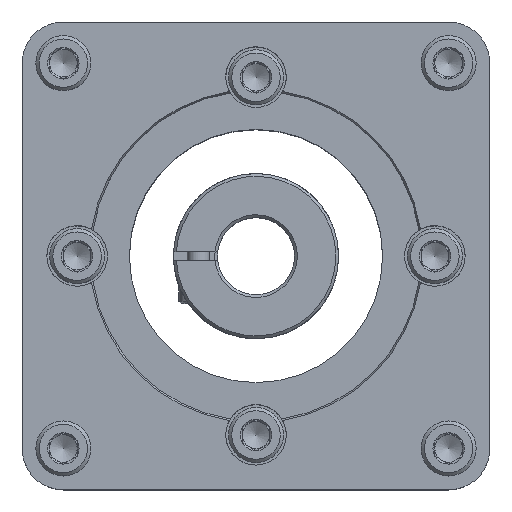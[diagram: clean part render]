
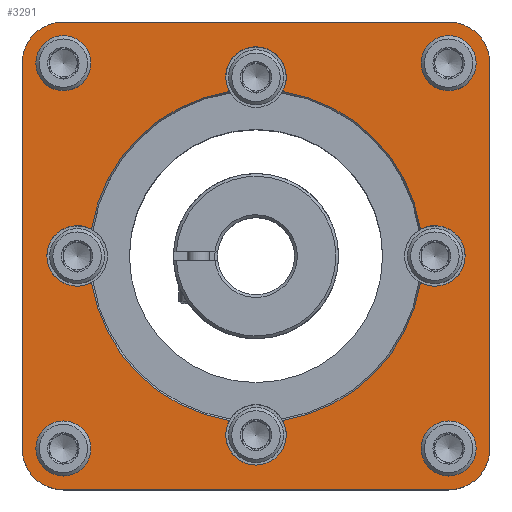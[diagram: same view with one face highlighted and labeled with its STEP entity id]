
A CAD part, top view. The second image highlights one B-rep face of the part: STEP entity #3291.
In plain terms, the highlighted planar face has unit normal (0, 0, 1).
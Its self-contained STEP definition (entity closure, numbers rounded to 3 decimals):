
#98=PLANE('',#3603);
#188=LINE('',#5225,#378);
#193=LINE('',#5240,#383);
#197=LINE('',#5252,#387);
#201=LINE('',#5264,#391);
#378=VECTOR('',#4104,1000.);
#383=VECTOR('',#4117,1000.);
#387=VECTOR('',#4129,1000.);
#391=VECTOR('',#4141,1000.);
#796=ORIENTED_EDGE('',*,*,#1696,.T.);
#797=ORIENTED_EDGE('',*,*,#1697,.T.);
#798=ORIENTED_EDGE('',*,*,#1698,.T.);
#799=ORIENTED_EDGE('',*,*,#1699,.T.);
#800=ORIENTED_EDGE('',*,*,#1621,.T.);
#801=ORIENTED_EDGE('',*,*,#1700,.T.);
#802=ORIENTED_EDGE('',*,*,#1615,.T.);
#803=ORIENTED_EDGE('',*,*,#1701,.T.);
#804=ORIENTED_EDGE('',*,*,#1629,.T.);
#805=ORIENTED_EDGE('',*,*,#1702,.T.);
#806=ORIENTED_EDGE('',*,*,#1625,.T.);
#807=ORIENTED_EDGE('',*,*,#1703,.T.);
#808=ORIENTED_EDGE('',*,*,#1672,.T.);
#809=ORIENTED_EDGE('',*,*,#1676,.T.);
#810=ORIENTED_EDGE('',*,*,#1679,.T.);
#811=ORIENTED_EDGE('',*,*,#1682,.T.);
#812=ORIENTED_EDGE('',*,*,#1685,.T.);
#813=ORIENTED_EDGE('',*,*,#1688,.T.);
#814=ORIENTED_EDGE('',*,*,#1691,.T.);
#815=ORIENTED_EDGE('',*,*,#1694,.T.);
#1615=EDGE_CURVE('',#2087,#2088,#2422,.T.);
#1621=EDGE_CURVE('',#2094,#2093,#2425,.T.);
#1625=EDGE_CURVE('',#2098,#2097,#2427,.T.);
#1629=EDGE_CURVE('',#2102,#2101,#2429,.T.);
#1672=EDGE_CURVE('',#2132,#2133,#188,.T.);
#1676=EDGE_CURVE('',#2133,#2136,#2447,.T.);
#1679=EDGE_CURVE('',#2136,#2138,#193,.T.);
#1682=EDGE_CURVE('',#2138,#2140,#2449,.T.);
#1685=EDGE_CURVE('',#2140,#2142,#197,.T.);
#1688=EDGE_CURVE('',#2142,#2144,#2451,.T.);
#1691=EDGE_CURVE('',#2144,#2146,#201,.T.);
#1694=EDGE_CURVE('',#2146,#2132,#2453,.T.);
#1696=EDGE_CURVE('',#2148,#2148,#2455,.T.);
#1697=EDGE_CURVE('',#2149,#2149,#2456,.T.);
#1698=EDGE_CURVE('',#2150,#2150,#2457,.T.);
#1699=EDGE_CURVE('',#2151,#2151,#2458,.T.);
#1700=EDGE_CURVE('',#2093,#2087,#2459,.T.);
#1701=EDGE_CURVE('',#2088,#2102,#2460,.T.);
#1702=EDGE_CURVE('',#2101,#2098,#2461,.T.);
#1703=EDGE_CURVE('',#2097,#2094,#2462,.T.);
#2087=VERTEX_POINT('',#5083);
#2088=VERTEX_POINT('',#5084);
#2093=VERTEX_POINT('',#5104);
#2094=VERTEX_POINT('',#5106);
#2097=VERTEX_POINT('',#5119);
#2098=VERTEX_POINT('',#5121);
#2101=VERTEX_POINT('',#5134);
#2102=VERTEX_POINT('',#5136);
#2132=VERTEX_POINT('',#5226);
#2133=VERTEX_POINT('',#5227);
#2136=VERTEX_POINT('',#5235);
#2138=VERTEX_POINT('',#5241);
#2140=VERTEX_POINT('',#5247);
#2142=VERTEX_POINT('',#5253);
#2144=VERTEX_POINT('',#5259);
#2146=VERTEX_POINT('',#5265);
#2148=VERTEX_POINT('',#5275);
#2149=VERTEX_POINT('',#5277);
#2150=VERTEX_POINT('',#5279);
#2151=VERTEX_POINT('',#5281);
#2422=CIRCLE('',#3545,30.289);
#2425=CIRCLE('',#3549,30.289);
#2427=CIRCLE('',#3552,30.289);
#2429=CIRCLE('',#3555,30.289);
#2447=CIRCLE('',#3588,7.5);
#2449=CIRCLE('',#3592,7.5);
#2451=CIRCLE('',#3596,7.5);
#2453=CIRCLE('',#3600,7.5);
#2455=CIRCLE('',#3604,3.);
#2456=CIRCLE('',#3605,3.);
#2457=CIRCLE('',#3606,3.);
#2458=CIRCLE('',#3607,3.);
#2459=CIRCLE('',#3608,5.5);
#2460=CIRCLE('',#3609,5.5);
#2461=CIRCLE('',#3610,5.5);
#2462=CIRCLE('',#3611,5.5);
#2682=EDGE_LOOP('',(#796));
#2683=EDGE_LOOP('',(#797));
#2684=EDGE_LOOP('',(#798));
#2685=EDGE_LOOP('',(#799));
#2686=EDGE_LOOP('',(#800,#801,#802,#803,#804,#805,#806,#807));
#2687=EDGE_LOOP('',(#808,#809,#810,#811,#812,#813,#814,#815));
#2958=FACE_BOUND('',#2682,.T.);
#2959=FACE_BOUND('',#2683,.T.);
#2960=FACE_BOUND('',#2684,.T.);
#2961=FACE_BOUND('',#2685,.T.);
#2962=FACE_BOUND('',#2686,.T.);
#2963=FACE_BOUND('',#2687,.T.);
#3291=ADVANCED_FACE('',(#2958,#2959,#2960,#2961,#2962,#2963),#98,.T.);
#3545=AXIS2_PLACEMENT_3D('',#5082,#3996,#3997);
#3549=AXIS2_PLACEMENT_3D('',#5105,#4004,#4005);
#3552=AXIS2_PLACEMENT_3D('',#5120,#4010,#4011);
#3555=AXIS2_PLACEMENT_3D('',#5135,#4016,#4017);
#3588=AXIS2_PLACEMENT_3D('',#5234,#4110,#4111);
#3592=AXIS2_PLACEMENT_3D('',#5246,#4122,#4123);
#3596=AXIS2_PLACEMENT_3D('',#5258,#4134,#4135);
#3600=AXIS2_PLACEMENT_3D('',#5270,#4146,#4147);
#3603=AXIS2_PLACEMENT_3D('',#5273,#4152,#4153);
#3604=AXIS2_PLACEMENT_3D('',#5274,#4154,#4155);
#3605=AXIS2_PLACEMENT_3D('',#5276,#4156,#4157);
#3606=AXIS2_PLACEMENT_3D('',#5278,#4158,#4159);
#3607=AXIS2_PLACEMENT_3D('',#5280,#4160,#4161);
#3608=AXIS2_PLACEMENT_3D('',#5282,#4162,#4163);
#3609=AXIS2_PLACEMENT_3D('',#5283,#4164,#4165);
#3610=AXIS2_PLACEMENT_3D('',#5284,#4166,#4167);
#3611=AXIS2_PLACEMENT_3D('',#5285,#4168,#4169);
#3996=DIRECTION('',(0.,0.,-1.));
#3997=DIRECTION('',(-1.,0.,0.));
#4004=DIRECTION('',(0.,0.,-1.));
#4005=DIRECTION('',(-1.,0.,0.));
#4010=DIRECTION('',(0.,0.,-1.));
#4011=DIRECTION('',(-1.,0.,0.));
#4016=DIRECTION('',(0.,0.,-1.));
#4017=DIRECTION('',(-1.,0.,0.));
#4104=DIRECTION('',(0.,-1.,0.));
#4110=DIRECTION('',(0.,0.,1.));
#4111=DIRECTION('',(1.,0.,0.));
#4117=DIRECTION('',(1.,0.,0.));
#4122=DIRECTION('',(0.,0.,1.));
#4123=DIRECTION('',(1.,0.,0.));
#4129=DIRECTION('',(0.,1.,0.));
#4134=DIRECTION('',(0.,0.,1.));
#4135=DIRECTION('',(1.,0.,0.));
#4141=DIRECTION('',(-1.,0.,0.));
#4146=DIRECTION('',(0.,0.,1.));
#4147=DIRECTION('',(1.,0.,0.));
#4152=DIRECTION('',(0.,0.,1.));
#4153=DIRECTION('',(1.,0.,0.));
#4154=DIRECTION('',(0.,0.,-1.));
#4155=DIRECTION('',(-1.,0.,0.));
#4156=DIRECTION('',(0.,0.,-1.));
#4157=DIRECTION('',(-1.,0.,0.));
#4158=DIRECTION('',(0.,0.,-1.));
#4159=DIRECTION('',(-1.,0.,0.));
#4160=DIRECTION('',(0.,0.,-1.));
#4161=DIRECTION('',(-1.,0.,0.));
#4162=DIRECTION('',(0.,0.,-1.));
#4163=DIRECTION('',(-1.,0.,0.));
#4164=DIRECTION('',(0.,0.,-1.));
#4165=DIRECTION('',(-1.,0.,0.));
#4166=DIRECTION('',(0.,0.,-1.));
#4167=DIRECTION('',(-1.,0.,0.));
#4168=DIRECTION('',(0.,0.,-1.));
#4169=DIRECTION('',(-1.,0.,0.));
#5082=CARTESIAN_POINT('',(0.,0.,55.));
#5083=CARTESIAN_POINT('',(-29.899,4.846,55.));
#5084=CARTESIAN_POINT('',(-4.846,29.899,55.));
#5104=CARTESIAN_POINT('',(-29.899,-4.846,55.));
#5105=CARTESIAN_POINT('',(0.,0.,55.));
#5106=CARTESIAN_POINT('',(-4.846,-29.899,55.));
#5119=CARTESIAN_POINT('',(4.846,-29.899,55.));
#5120=CARTESIAN_POINT('',(0.,0.,55.));
#5121=CARTESIAN_POINT('',(29.899,-4.846,55.));
#5134=CARTESIAN_POINT('',(29.899,4.846,55.));
#5135=CARTESIAN_POINT('',(0.,0.,55.));
#5136=CARTESIAN_POINT('',(4.846,29.899,55.));
#5225=CARTESIAN_POINT('',(-42.5,35.,55.));
#5226=CARTESIAN_POINT('',(-42.5,35.,55.));
#5227=CARTESIAN_POINT('',(-42.5,-35.,55.));
#5234=CARTESIAN_POINT('',(-35.,-35.,55.));
#5235=CARTESIAN_POINT('',(-35.,-42.5,55.));
#5240=CARTESIAN_POINT('',(-35.,-42.5,55.));
#5241=CARTESIAN_POINT('',(35.,-42.5,55.));
#5246=CARTESIAN_POINT('',(35.,-35.,55.));
#5247=CARTESIAN_POINT('',(42.5,-35.,55.));
#5252=CARTESIAN_POINT('',(42.5,-35.,55.));
#5253=CARTESIAN_POINT('',(42.5,35.,55.));
#5258=CARTESIAN_POINT('',(35.,35.,55.));
#5259=CARTESIAN_POINT('',(35.,42.5,55.));
#5264=CARTESIAN_POINT('',(35.,42.5,55.));
#5265=CARTESIAN_POINT('',(-35.,42.5,55.));
#5270=CARTESIAN_POINT('',(-35.,35.,55.));
#5273=CARTESIAN_POINT('',(-35.,-35.,55.));
#5274=CARTESIAN_POINT('',(-35.,35.,55.));
#5275=CARTESIAN_POINT('',(-38.,35.,55.));
#5276=CARTESIAN_POINT('',(-35.,-35.,55.));
#5277=CARTESIAN_POINT('',(-38.,-35.,55.));
#5278=CARTESIAN_POINT('',(35.,-35.,55.));
#5279=CARTESIAN_POINT('',(32.,-35.,55.));
#5280=CARTESIAN_POINT('',(35.,35.,55.));
#5281=CARTESIAN_POINT('',(32.,35.,55.));
#5282=CARTESIAN_POINT('',(-32.5,0.,55.));
#5283=CARTESIAN_POINT('',(0.,32.5,55.));
#5284=CARTESIAN_POINT('',(32.5,0.,55.));
#5285=CARTESIAN_POINT('',(0.,-32.5,55.));
